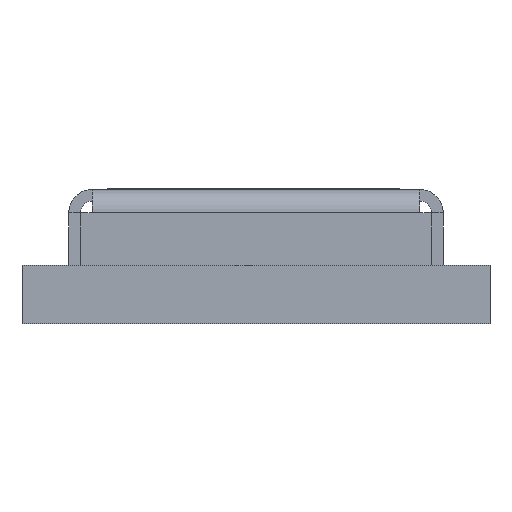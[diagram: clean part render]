
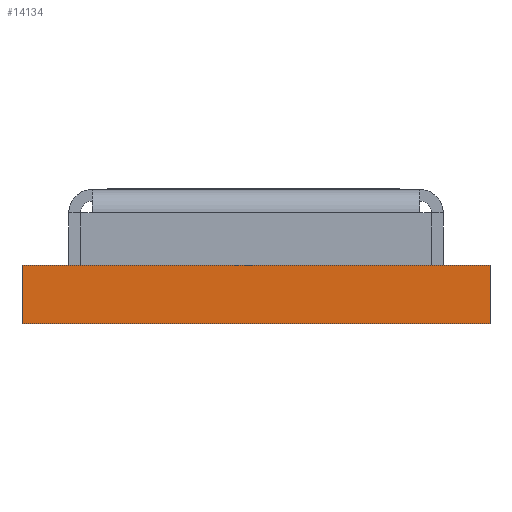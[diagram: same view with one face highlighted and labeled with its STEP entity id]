
A CAD part, front view. The second image highlights one B-rep face of the part: STEP entity #14134.
In plain terms, the highlighted face is planar.
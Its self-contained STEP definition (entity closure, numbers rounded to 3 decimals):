
#951=LINE('',#20749,#2232);
#953=LINE('',#20753,#2234);
#954=LINE('',#20755,#2235);
#955=LINE('',#20757,#2236);
#2232=VECTOR('',#16547,1000.);
#2234=VECTOR('',#16551,1000.);
#2235=VECTOR('',#16552,1000.);
#2236=VECTOR('',#16553,1000.);
#4551=ORIENTED_EDGE('',*,*,#6504,.T.);
#4552=ORIENTED_EDGE('',*,*,#6506,.T.);
#4553=ORIENTED_EDGE('',*,*,#6507,.F.);
#4554=ORIENTED_EDGE('',*,*,#6508,.T.);
#6504=EDGE_CURVE('',#7603,#7602,#951,.T.);
#6506=EDGE_CURVE('',#7602,#7604,#953,.T.);
#6507=EDGE_CURVE('',#7605,#7604,#954,.T.);
#6508=EDGE_CURVE('',#7605,#7603,#955,.T.);
#7602=VERTEX_POINT('',#20748);
#7603=VERTEX_POINT('',#20750);
#7604=VERTEX_POINT('',#20754);
#7605=VERTEX_POINT('',#20756);
#8475=EDGE_LOOP('',(#4551,#4552,#4553,#4554));
#9176=FACE_BOUND('',#8475,.T.);
#9762=PLANE('',#14728);
#14134=ADVANCED_FACE('',(#9176),#9762,.T.);
#14728=AXIS2_PLACEMENT_3D('',#20752,#16549,#16550);
#16547=DIRECTION('',(0.,0.,1.));
#16549=DIRECTION('',(1.,0.,0.));
#16550=DIRECTION('',(0.,-1.,0.));
#16551=DIRECTION('',(0.,-1.,0.));
#16552=DIRECTION('',(0.,0.,1.));
#16553=DIRECTION('',(0.,1.,0.));
#20748=CARTESIAN_POINT('',(12.,8.,0.));
#20749=CARTESIAN_POINT('',(12.,8.,-0.616));
#20750=CARTESIAN_POINT('',(12.,8.,-0.996));
#20752=CARTESIAN_POINT('',(12.,8.,-0.616));
#20753=CARTESIAN_POINT('',(12.,8.,0.));
#20754=CARTESIAN_POINT('',(12.,0.,0.));
#20755=CARTESIAN_POINT('',(12.,0.,-0.616));
#20756=CARTESIAN_POINT('',(12.,0.,-0.996));
#20757=CARTESIAN_POINT('',(12.,0.,-0.996));
